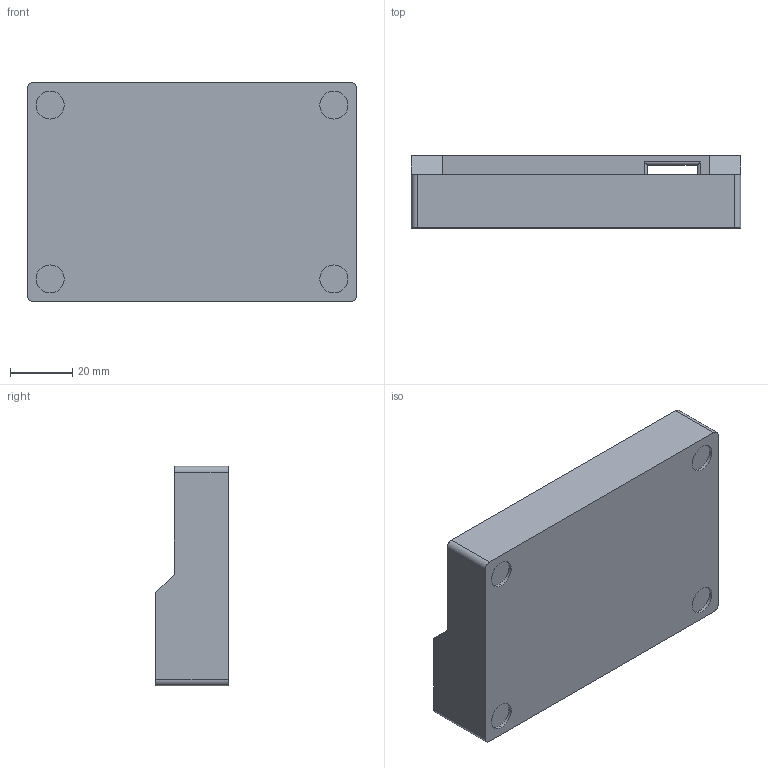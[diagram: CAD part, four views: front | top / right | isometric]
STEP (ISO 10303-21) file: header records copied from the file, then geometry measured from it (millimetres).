
FILE_DESCRIPTION (( 'STEP AP203' ), '1' );
FILE_NAME ('bottom.STEP', '2025-12-26T00:44:53', ( '' ), ( '' ), 'SwSTEP 2.0', 'SolidWorks 2023', '' );
FILE_SCHEMA (( 'CONFIG_CONTROL_DESIGN' ));
Length unit declared in the file: millimetre
Products named in the file (1): bottom
Bounding box: 105.8 x 23.3 x 70.5 mm (x, y, z)
Volume: 88438.7 mm3; surface area: 26912.7 mm2
Topology: 1 solids, 1 shells, 77 faces, 181 edges, 116 vertices
Faces by surface type: plane 37, cylinder 34, torus 4, bspline 2
Entity records: 2570 total; most frequent: CARTESIAN_POINT 693, DIRECTION 385, ORIENTED_EDGE 362, EDGE_CURVE 181, AXIS2_PLACEMENT_3D 138, VERTEX_POINT 116, VECTOR 109, LINE 109
